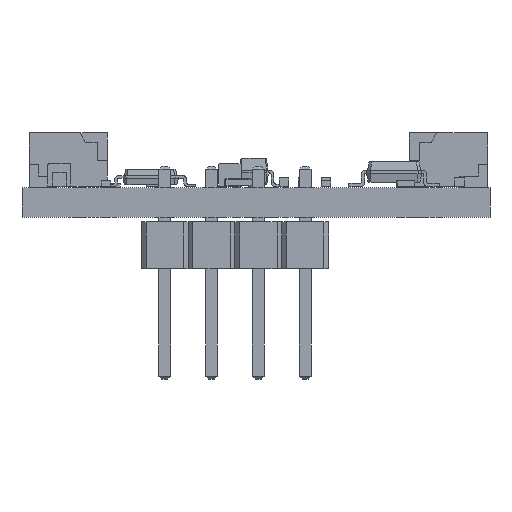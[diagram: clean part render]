
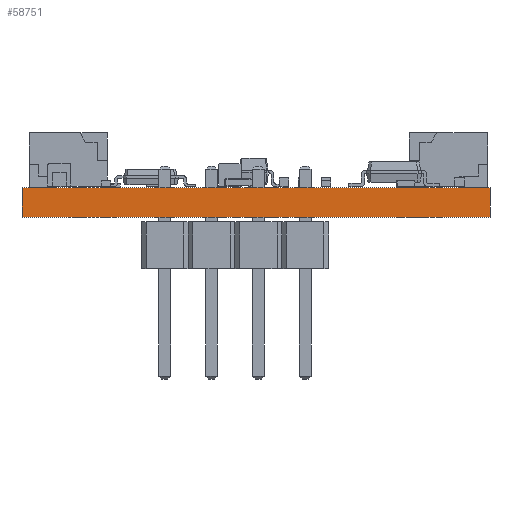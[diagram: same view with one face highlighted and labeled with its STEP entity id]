
A CAD part, front view. The second image highlights one B-rep face of the part: STEP entity #58751.
In plain terms, the highlighted planar face has unit normal (0, -1, 0).
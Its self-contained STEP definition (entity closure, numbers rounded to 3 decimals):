
#58751 = ADVANCED_FACE('',(#58752),#58766,.T.);
#58752 = FACE_BOUND('',#58753,.T.);
#58753 = EDGE_LOOP('',(#58754,#58789,#58817,#58845));
#58754 = ORIENTED_EDGE('',*,*,#58755,.T.);
#58755 = EDGE_CURVE('',#58756,#58758,#58760,.T.);
#58756 = VERTEX_POINT('',#58757);
#58757 = CARTESIAN_POINT('',(25.4,0.,0.));
#58758 = VERTEX_POINT('',#58759);
#58759 = CARTESIAN_POINT('',(25.4,0.,1.6));
#58760 = SURFACE_CURVE('',#58761,(#58765,#58777),.PCURVE_S1.);
#58761 = LINE('',#58762,#58763);
#58762 = CARTESIAN_POINT('',(25.4,0.,0.));
#58763 = VECTOR('',#58764,1.);
#58764 = DIRECTION('',(0.,0.,1.));
#58765 = PCURVE('',#58766,#58771);
#58766 = PLANE('',#58767);
#58767 = AXIS2_PLACEMENT_3D('',#58768,#58769,#58770);
#58768 = CARTESIAN_POINT('',(25.4,0.,0.));
#58769 = DIRECTION('',(0.,-1.,0.));
#58770 = DIRECTION('',(-1.,0.,0.));
#58771 = DEFINITIONAL_REPRESENTATION('',(#58772),#58776);
#58772 = LINE('',#58773,#58774);
#58773 = CARTESIAN_POINT('',(0.,0.));
#58774 = VECTOR('',#58775,1.);
#58775 = DIRECTION('',(0.,-1.));
#58776 = ( GEOMETRIC_REPRESENTATION_CONTEXT(2) 
PARAMETRIC_REPRESENTATION_CONTEXT() REPRESENTATION_CONTEXT('2D SPACE',''
  ) );
#58777 = PCURVE('',#58778,#58783);
#58778 = PLANE('',#58779);
#58779 = AXIS2_PLACEMENT_3D('',#58780,#58781,#58782);
#58780 = CARTESIAN_POINT('',(25.4,25.4,0.));
#58781 = DIRECTION('',(1.,0.,0.));
#58782 = DIRECTION('',(0.,-1.,0.));
#58783 = DEFINITIONAL_REPRESENTATION('',(#58784),#58788);
#58784 = LINE('',#58785,#58786);
#58785 = CARTESIAN_POINT('',(25.4,0.));
#58786 = VECTOR('',#58787,1.);
#58787 = DIRECTION('',(0.,-1.));
#58788 = ( GEOMETRIC_REPRESENTATION_CONTEXT(2) 
PARAMETRIC_REPRESENTATION_CONTEXT() REPRESENTATION_CONTEXT('2D SPACE',''
  ) );
#58789 = ORIENTED_EDGE('',*,*,#58790,.T.);
#58790 = EDGE_CURVE('',#58758,#58791,#58793,.T.);
#58791 = VERTEX_POINT('',#58792);
#58792 = CARTESIAN_POINT('',(0.,0.,1.6));
#58793 = SURFACE_CURVE('',#58794,(#58798,#58805),.PCURVE_S1.);
#58794 = LINE('',#58795,#58796);
#58795 = CARTESIAN_POINT('',(25.4,0.,1.6));
#58796 = VECTOR('',#58797,1.);
#58797 = DIRECTION('',(-1.,0.,0.));
#58798 = PCURVE('',#58766,#58799);
#58799 = DEFINITIONAL_REPRESENTATION('',(#58800),#58804);
#58800 = LINE('',#58801,#58802);
#58801 = CARTESIAN_POINT('',(0.,-1.6));
#58802 = VECTOR('',#58803,1.);
#58803 = DIRECTION('',(1.,0.));
#58804 = ( GEOMETRIC_REPRESENTATION_CONTEXT(2) 
PARAMETRIC_REPRESENTATION_CONTEXT() REPRESENTATION_CONTEXT('2D SPACE',''
  ) );
#58805 = PCURVE('',#58806,#58811);
#58806 = PLANE('',#58807);
#58807 = AXIS2_PLACEMENT_3D('',#58808,#58809,#58810);
#58808 = CARTESIAN_POINT('',(12.7,12.7,1.6));
#58809 = DIRECTION('',(0.,0.,-1.));
#58810 = DIRECTION('',(-1.,0.,0.));
#58811 = DEFINITIONAL_REPRESENTATION('',(#58812),#58816);
#58812 = LINE('',#58813,#58814);
#58813 = CARTESIAN_POINT('',(-12.7,-12.7));
#58814 = VECTOR('',#58815,1.);
#58815 = DIRECTION('',(1.,0.));
#58816 = ( GEOMETRIC_REPRESENTATION_CONTEXT(2) 
PARAMETRIC_REPRESENTATION_CONTEXT() REPRESENTATION_CONTEXT('2D SPACE',''
  ) );
#58817 = ORIENTED_EDGE('',*,*,#58818,.F.);
#58818 = EDGE_CURVE('',#58819,#58791,#58821,.T.);
#58819 = VERTEX_POINT('',#58820);
#58820 = CARTESIAN_POINT('',(0.,0.,0.));
#58821 = SURFACE_CURVE('',#58822,(#58826,#58833),.PCURVE_S1.);
#58822 = LINE('',#58823,#58824);
#58823 = CARTESIAN_POINT('',(0.,0.,0.));
#58824 = VECTOR('',#58825,1.);
#58825 = DIRECTION('',(0.,0.,1.));
#58826 = PCURVE('',#58766,#58827);
#58827 = DEFINITIONAL_REPRESENTATION('',(#58828),#58832);
#58828 = LINE('',#58829,#58830);
#58829 = CARTESIAN_POINT('',(25.4,0.));
#58830 = VECTOR('',#58831,1.);
#58831 = DIRECTION('',(0.,-1.));
#58832 = ( GEOMETRIC_REPRESENTATION_CONTEXT(2) 
PARAMETRIC_REPRESENTATION_CONTEXT() REPRESENTATION_CONTEXT('2D SPACE',''
  ) );
#58833 = PCURVE('',#58834,#58839);
#58834 = PLANE('',#58835);
#58835 = AXIS2_PLACEMENT_3D('',#58836,#58837,#58838);
#58836 = CARTESIAN_POINT('',(0.,0.,0.));
#58837 = DIRECTION('',(-1.,0.,0.));
#58838 = DIRECTION('',(0.,1.,0.));
#58839 = DEFINITIONAL_REPRESENTATION('',(#58840),#58844);
#58840 = LINE('',#58841,#58842);
#58841 = CARTESIAN_POINT('',(0.,0.));
#58842 = VECTOR('',#58843,1.);
#58843 = DIRECTION('',(0.,-1.));
#58844 = ( GEOMETRIC_REPRESENTATION_CONTEXT(2) 
PARAMETRIC_REPRESENTATION_CONTEXT() REPRESENTATION_CONTEXT('2D SPACE',''
  ) );
#58845 = ORIENTED_EDGE('',*,*,#58846,.F.);
#58846 = EDGE_CURVE('',#58756,#58819,#58847,.T.);
#58847 = SURFACE_CURVE('',#58848,(#58852,#58859),.PCURVE_S1.);
#58848 = LINE('',#58849,#58850);
#58849 = CARTESIAN_POINT('',(25.4,0.,0.));
#58850 = VECTOR('',#58851,1.);
#58851 = DIRECTION('',(-1.,0.,0.));
#58852 = PCURVE('',#58766,#58853);
#58853 = DEFINITIONAL_REPRESENTATION('',(#58854),#58858);
#58854 = LINE('',#58855,#58856);
#58855 = CARTESIAN_POINT('',(0.,0.));
#58856 = VECTOR('',#58857,1.);
#58857 = DIRECTION('',(1.,0.));
#58858 = ( GEOMETRIC_REPRESENTATION_CONTEXT(2) 
PARAMETRIC_REPRESENTATION_CONTEXT() REPRESENTATION_CONTEXT('2D SPACE',''
  ) );
#58859 = PCURVE('',#58860,#58865);
#58860 = PLANE('',#58861);
#58861 = AXIS2_PLACEMENT_3D('',#58862,#58863,#58864);
#58862 = CARTESIAN_POINT('',(12.7,12.7,0.));
#58863 = DIRECTION('',(0.,0.,-1.));
#58864 = DIRECTION('',(-1.,0.,0.));
#58865 = DEFINITIONAL_REPRESENTATION('',(#58866),#58870);
#58866 = LINE('',#58867,#58868);
#58867 = CARTESIAN_POINT('',(-12.7,-12.7));
#58868 = VECTOR('',#58869,1.);
#58869 = DIRECTION('',(1.,0.));
#58870 = ( GEOMETRIC_REPRESENTATION_CONTEXT(2) 
PARAMETRIC_REPRESENTATION_CONTEXT() REPRESENTATION_CONTEXT('2D SPACE',''
  ) );
